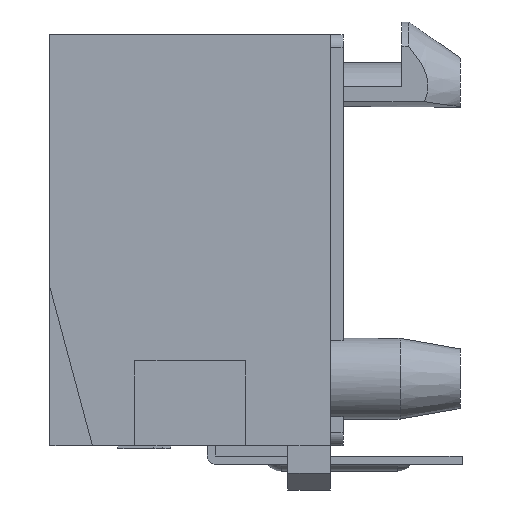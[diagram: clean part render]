
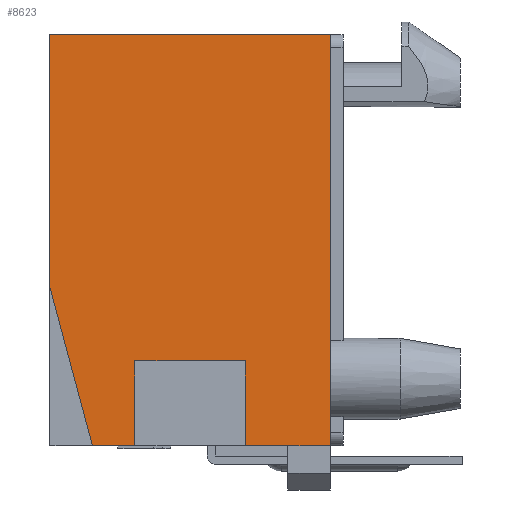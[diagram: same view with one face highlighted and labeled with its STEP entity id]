
A CAD part, left-side view. The second image highlights one B-rep face of the part: STEP entity #8623.
In plain terms, the highlighted planar face has unit normal (-1, 0, 0).
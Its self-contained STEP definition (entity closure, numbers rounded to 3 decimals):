
#140=DIRECTION('',(0.,-1.,0.));
#141=VECTOR('',#140,8.382);
#142=CARTESIAN_POINT('',(-9.081,4.191,0.));
#143=LINE('',#142,#141);
#244=DIRECTION('',(0.,0.,-1.));
#245=VECTOR('',#244,12.294);
#246=CARTESIAN_POINT('',(-9.081,-4.191,0.));
#247=LINE('',#246,#245);
#1415=DIRECTION('',(0.,-1.,0.));
#1416=VECTOR('',#1415,1.27);
#1417=CARTESIAN_POINT('',(-9.081,2.921,-12.294));
#1418=LINE('',#1417,#1416);
#1431=DIRECTION('',(0.,-1.,0.));
#1432=VECTOR('',#1431,2.54);
#1433=CARTESIAN_POINT('',(-9.081,-1.651,-12.294));
#1434=LINE('',#1433,#1432);
#3003=DIRECTION('',(0.,0.259,0.966));
#3004=VECTOR('',#3003,4.907);
#3005=CARTESIAN_POINT('',(-9.081,2.921,-12.294));
#3006=LINE('',#3005,#3004);
#3007=DIRECTION('',(0.,0.,-1.));
#3008=VECTOR('',#3007,7.554);
#3009=CARTESIAN_POINT('',(-9.081,4.191,0.));
#3010=LINE('',#3009,#3008);
#3011=DIRECTION('',(0.,0.,1.));
#3012=VECTOR('',#3011,2.54);
#3013=CARTESIAN_POINT('',(-9.081,-1.651,-12.294));
#3014=LINE('',#3013,#3012);
#3015=DIRECTION('',(0.,1.,0.));
#3016=VECTOR('',#3015,3.302);
#3017=CARTESIAN_POINT('',(-9.081,-1.651,-9.754));
#3018=LINE('',#3017,#3016);
#3019=DIRECTION('',(0.,0.,1.));
#3020=VECTOR('',#3019,2.54);
#3021=CARTESIAN_POINT('',(-9.081,1.651,-12.294));
#3022=LINE('',#3021,#3020);
#3661=CARTESIAN_POINT('',(-9.081,4.191,0.));
#3662=CARTESIAN_POINT('',(-9.081,-4.191,0.));
#3663=VERTEX_POINT('',#3661);
#3664=VERTEX_POINT('',#3662);
#3671=CARTESIAN_POINT('',(-9.081,-4.191,-12.294));
#3672=VERTEX_POINT('',#3671);
#3683=CARTESIAN_POINT('',(-9.081,-1.651,-9.754));
#3684=CARTESIAN_POINT('',(-9.081,1.651,-9.754));
#3685=VERTEX_POINT('',#3683);
#3686=VERTEX_POINT('',#3684);
#3691=CARTESIAN_POINT('',(-9.081,-1.651,-12.294));
#3692=VERTEX_POINT('',#3691);
#3699=CARTESIAN_POINT('',(-9.081,1.651,-12.294));
#3700=VERTEX_POINT('',#3699);
#4011=CARTESIAN_POINT('',(-9.081,2.921,-12.294));
#4012=VERTEX_POINT('',#4011);
#4013=CARTESIAN_POINT('',(-9.081,4.191,-7.554));
#4014=VERTEX_POINT('',#4013);
#8603=CARTESIAN_POINT('',(-9.081,4.191,0.));
#8604=DIRECTION('',(-1.,0.,0.));
#8605=DIRECTION('',(0.,-1.,0.));
#8606=AXIS2_PLACEMENT_3D('',#8603,#8604,#8605);
#8607=PLANE('',#8606);
#8609=ORIENTED_EDGE('',*,*,#8608,.T.);
#8611=ORIENTED_EDGE('',*,*,#8610,.F.);
#8612=ORIENTED_EDGE('',*,*,#4754,.T.);
#8613=ORIENTED_EDGE('',*,*,#4800,.T.);
#8614=ORIENTED_EDGE('',*,*,#5733,.F.);
#8616=ORIENTED_EDGE('',*,*,#8615,.T.);
#8617=ORIENTED_EDGE('',*,*,#8577,.T.);
#8619=ORIENTED_EDGE('',*,*,#8618,.F.);
#8620=ORIENTED_EDGE('',*,*,#5725,.F.);
#8621=EDGE_LOOP('',(#8609,#8611,#8612,#8613,#8614,#8616,#8617,#8619,#8620));
#8622=FACE_OUTER_BOUND('',#8621,.F.);
#4754=EDGE_CURVE('',#3663,#3664,#143,.T.);
#4800=EDGE_CURVE('',#3664,#3672,#247,.T.);
#5725=EDGE_CURVE('',#4012,#3700,#1418,.T.);
#5733=EDGE_CURVE('',#3692,#3672,#1434,.T.);
#8577=EDGE_CURVE('',#3685,#3686,#3018,.T.);
#8608=EDGE_CURVE('',#4012,#4014,#3006,.T.);
#8610=EDGE_CURVE('',#3663,#4014,#3010,.T.);
#8615=EDGE_CURVE('',#3692,#3685,#3014,.T.);
#8618=EDGE_CURVE('',#3700,#3686,#3022,.T.);
#8623=ADVANCED_FACE('',(#8622),#8607,.T.);
